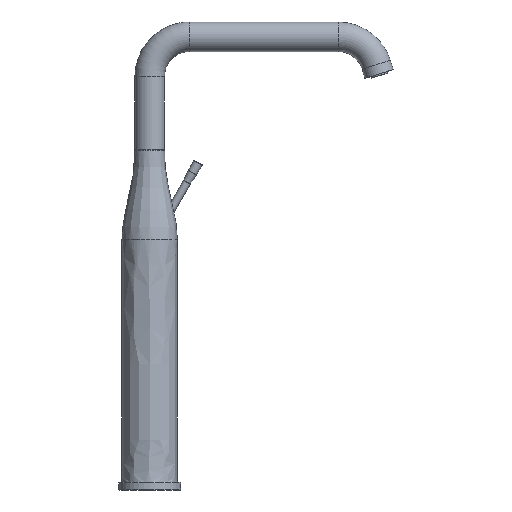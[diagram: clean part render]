
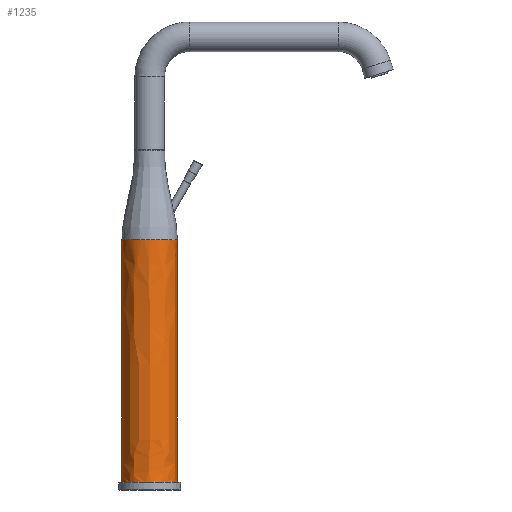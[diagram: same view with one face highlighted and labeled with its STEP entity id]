
A CAD part, front view. The second image highlights one B-rep face of the part: STEP entity #1235.
In plain terms, the highlighted free-form (B-spline) face has degree [3, 3] with [7, 4] control points.
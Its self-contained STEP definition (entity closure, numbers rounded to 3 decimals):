
#21=(
BOUNDED_CURVE()
B_SPLINE_CURVE(3,(#2342,#2343,#2344,#2345,#2346,#2347,#2348),
 .UNSPECIFIED.,.F.,.F.)
B_SPLINE_CURVE_WITH_KNOTS((4,1,1,1,4),(-1.,-0.75,-0.5,-0.25,0.),
 .QUASI_UNIFORM_KNOTS.)
CURVE()
GEOMETRIC_REPRESENTATION_ITEM()
RATIONAL_B_SPLINE_CURVE((1.,1.,1.,1.,1.,1.,1.))
REPRESENTATION_ITEM('')
);
#30=LINE('',#2284,#60);
#31=LINE('',#2286,#61);
#60=VECTOR('',#1453,1000.);
#61=VECTOR('',#1454,1000.);
#91=B_SPLINE_SURFACE_WITH_KNOTS('',3,3,((#2296,#2297,#2298,#2299),(#2300,
#2301,#2302,#2303),(#2304,#2305,#2306,#2307),(#2308,#2309,#2310,#2311),
(#2312,#2313,#2314,#2315),(#2316,#2317,#2318,#2319),(#2320,#2321,#2322,
#2323)),.SURF_OF_LINEAR_EXTRUSION.,.F.,.F.,.F.,(4,1,1,1,4),(4,4),(6.,7.,
8.,9.,10.),(0.292,1.),.UNSPECIFIED.);
#117=B_SPLINE_CURVE_WITH_KNOTS('',3,(#2324,#2325,#2326,#2327,#2328,#2329,
#2330,#2331,#2332,#2333,#2334,#2335,#2336,#2337,#2338,#2339,#2340,#2341),
 .UNSPECIFIED.,.F.,.F.,(4,1,1,1,1,1,1,1,1,1,1,1,1,1,1,4),(0.,
0.009,0.013,0.017,0.021,
0.026,0.03,0.034,0.038,
0.043,0.047,0.051,0.053,
0.055,0.06,0.068),.UNSPECIFIED.);
#296=ORIENTED_EDGE('',*,*,#476,.T.);
#297=ORIENTED_EDGE('',*,*,#479,.T.);
#298=ORIENTED_EDGE('',*,*,#475,.T.);
#299=ORIENTED_EDGE('',*,*,#480,.F.);
#475=EDGE_CURVE('',#594,#608,#30,.T.);
#476=EDGE_CURVE('',#609,#592,#31,.T.);
#479=EDGE_CURVE('',#592,#594,#117,.T.);
#480=EDGE_CURVE('',#609,#608,#21,.T.);
#592=VERTEX_POINT('',#1711);
#594=VERTEX_POINT('',#1731);
#608=VERTEX_POINT('',#2285);
#609=VERTEX_POINT('',#2287);
#791=EDGE_LOOP('',(#296,#297,#298,#299));
#860=FACE_BOUND('',#791,.T.);
#1235=ADVANCED_FACE('',(#860),#91,.T.);
#1453=DIRECTION('',(0.,0.,1.));
#1454=DIRECTION('',(0.,0.,-1.));
#1711=CARTESIAN_POINT('',(-21.5,0.,0.2));
#1731=CARTESIAN_POINT('',(21.5,0.,0.2));
#2284=CARTESIAN_POINT('',(21.5,0.,58.366));
#2285=CARTESIAN_POINT('',(21.5,0.,188.274));
#2286=CARTESIAN_POINT('',(-21.5,0.,94.212));
#2287=CARTESIAN_POINT('',(-21.5,0.,188.274));
#2296=CARTESIAN_POINT('',(-21.5,0.,0.2));
#2297=CARTESIAN_POINT('',(-21.5,0.,23.313));
#2298=CARTESIAN_POINT('',(-21.5,0.,69.674));
#2299=CARTESIAN_POINT('',(-21.5,0.,188.274));
#2300=CARTESIAN_POINT('',(-21.5,-5.616,0.2));
#2301=CARTESIAN_POINT('',(-21.5,-5.616,23.313));
#2302=CARTESIAN_POINT('',(-21.5,-5.616,69.674));
#2303=CARTESIAN_POINT('',(-21.5,-5.616,188.274));
#2304=CARTESIAN_POINT('',(-16.848,-16.848,0.2));
#2305=CARTESIAN_POINT('',(-16.848,-16.848,23.313));
#2306=CARTESIAN_POINT('',(-16.848,-16.848,69.674));
#2307=CARTESIAN_POINT('',(-16.848,-16.848,188.274));
#2308=CARTESIAN_POINT('',(0.,-23.826,0.2));
#2309=CARTESIAN_POINT('',(0.,-23.826,23.313));
#2310=CARTESIAN_POINT('',(0.,-23.826,69.674));
#2311=CARTESIAN_POINT('',(0.,-23.826,188.274));
#2312=CARTESIAN_POINT('',(16.848,-16.848,0.2));
#2313=CARTESIAN_POINT('',(16.848,-16.848,23.313));
#2314=CARTESIAN_POINT('',(16.848,-16.848,69.674));
#2315=CARTESIAN_POINT('',(16.848,-16.848,188.274));
#2316=CARTESIAN_POINT('',(21.5,-5.616,0.2));
#2317=CARTESIAN_POINT('',(21.5,-5.616,23.313));
#2318=CARTESIAN_POINT('',(21.5,-5.616,69.674));
#2319=CARTESIAN_POINT('',(21.5,-5.616,188.274));
#2320=CARTESIAN_POINT('',(21.5,0.,0.2));
#2321=CARTESIAN_POINT('',(21.5,0.,23.313));
#2322=CARTESIAN_POINT('',(21.5,0.,69.674));
#2323=CARTESIAN_POINT('',(21.5,0.,188.274));
#2324=CARTESIAN_POINT('',(-21.5,0.,0.2));
#2325=CARTESIAN_POINT('',(-21.5,-2.838,0.2));
#2326=CARTESIAN_POINT('',(-20.615,-7.047,0.2));
#2327=CARTESIAN_POINT('',(-17.968,-12.033,0.2));
#2328=CARTESIAN_POINT('',(-15.27,-15.34,0.2));
#2329=CARTESIAN_POINT('',(-12.007,-17.982,0.2));
#2330=CARTESIAN_POINT('',(-8.245,-19.976,0.2));
#2331=CARTESIAN_POINT('',(-4.195,-21.211,0.2));
#2332=CARTESIAN_POINT('',(0.001,-21.646,0.2));
#2333=CARTESIAN_POINT('',(4.235,-21.204,0.2));
#2334=CARTESIAN_POINT('',(8.258,-19.969,0.2));
#2335=CARTESIAN_POINT('',(12.028,-17.968,0.2));
#2336=CARTESIAN_POINT('',(14.739,-15.769,0.2));
#2337=CARTESIAN_POINT('',(16.646,-13.656,0.2));
#2338=CARTESIAN_POINT('',(18.3,-11.404,0.2));
#2339=CARTESIAN_POINT('',(20.627,-7.019,0.2));
#2340=CARTESIAN_POINT('',(21.5,-2.838,0.2));
#2341=CARTESIAN_POINT('',(21.5,0.,0.2));
#2342=CARTESIAN_POINT('',(-21.5,0.,188.274));
#2343=CARTESIAN_POINT('',(-21.5,-5.616,188.274));
#2344=CARTESIAN_POINT('',(-16.848,-16.848,188.274));
#2345=CARTESIAN_POINT('',(0.,-23.826,188.274));
#2346=CARTESIAN_POINT('',(16.848,-16.848,188.274));
#2347=CARTESIAN_POINT('',(21.5,-5.616,188.274));
#2348=CARTESIAN_POINT('',(21.5,0.,188.274));
